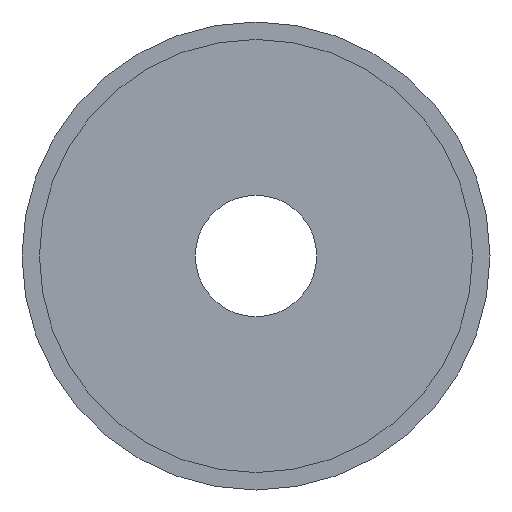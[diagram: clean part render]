
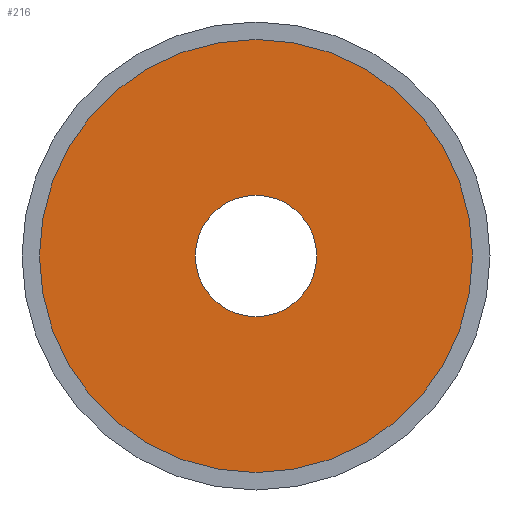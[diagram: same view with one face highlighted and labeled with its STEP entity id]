
A CAD part, front view. The second image highlights one B-rep face of the part: STEP entity #216.
In plain terms, the highlighted planar face has unit normal (0, -1, 0).
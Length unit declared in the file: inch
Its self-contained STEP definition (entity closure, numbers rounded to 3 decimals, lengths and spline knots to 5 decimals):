
#4 = DIRECTION ( 'NONE',  ( 0., 0., 1. ) ) ;
#5 = AXIS2_PLACEMENT_3D ( 'NONE', #10, #7, #4 ) ;
#7 = DIRECTION ( 'NONE',  ( 0., 1., 0. ) ) ;
#10 = CARTESIAN_POINT ( 'NONE',  ( 0., 0., 0. ) ) ;
#24 = CARTESIAN_POINT ( 'NONE',  ( 0., 0., 0. ) ) ;
#39 = AXIS2_PLACEMENT_3D ( 'NONE', #307, #286, #188 ) ;
#56 = EDGE_LOOP ( 'NONE', ( #309, #109 ) ) ;
#67 = CARTESIAN_POINT ( 'NONE',  ( 0., 0., 0.07 ) ) ;
#84 = AXIS2_PLACEMENT_3D ( 'NONE', #24, #132, #128 ) ;
#90 = CIRCLE ( 'NONE', #187, 0.24985 ) ;
#93 = ORIENTED_EDGE ( 'NONE', *, *, #323, .T. ) ;
#103 = AXIS2_PLACEMENT_3D ( 'NONE', #185, #115, #210 ) ;
#108 = CARTESIAN_POINT ( 'NONE',  ( 0., 0., -0.07 ) ) ;
#109 = ORIENTED_EDGE ( 'NONE', *, *, #179, .F. ) ;
#115 = DIRECTION ( 'NONE',  ( 0., 1., 0. ) ) ;
#126 = EDGE_CURVE ( 'NONE', #147, #180, #162, .T. ) ;
#128 = DIRECTION ( 'NONE',  ( 0., 0., 1. ) ) ;
#129 = CARTESIAN_POINT ( 'NONE',  ( 0., 0., -0.24985 ) ) ;
#132 = DIRECTION ( 'NONE',  ( 0., 1., 0. ) ) ;
#133 = EDGE_LOOP ( 'NONE', ( #93, #223 ) ) ;
#138 = VERTEX_POINT ( 'NONE', #108 ) ;
#143 = CIRCLE ( 'NONE', #5, 0.07 ) ;
#147 = VERTEX_POINT ( 'NONE', #129 ) ;
#152 = CARTESIAN_POINT ( 'NONE',  ( 0., 0., 0. ) ) ;
#153 = DIRECTION ( 'NONE',  ( 0., 1., 0. ) ) ;
#156 = DIRECTION ( 'NONE',  ( 0., 0., 1. ) ) ;
#162 = CIRCLE ( 'NONE', #103, 0.24985 ) ;
#178 = PLANE ( 'NONE',  #39 ) ;
#179 = EDGE_CURVE ( 'NONE', #180, #147, #90, .T. ) ;
#180 = VERTEX_POINT ( 'NONE', #203 ) ;
#185 = CARTESIAN_POINT ( 'NONE',  ( 0., 0., 0. ) ) ;
#187 = AXIS2_PLACEMENT_3D ( 'NONE', #152, #153, #156 ) ;
#188 = DIRECTION ( 'NONE',  ( 0., 0., 1. ) ) ;
#199 = EDGE_CURVE ( 'NONE', #138, #253, #279, .T. ) ;
#203 = CARTESIAN_POINT ( 'NONE',  ( 0., 0., 0.24985 ) ) ;
#210 = DIRECTION ( 'NONE',  ( 0., 0., 1. ) ) ;
#216 = ADVANCED_FACE ( 'NONE', ( #273, #241 ), #178, .F. ) ;
#223 = ORIENTED_EDGE ( 'NONE', *, *, #199, .T. ) ;
#241 = FACE_OUTER_BOUND ( 'NONE', #56, .T. ) ;
#253 = VERTEX_POINT ( 'NONE', #67 ) ;
#273 = FACE_BOUND ( 'NONE', #133, .T. ) ;
#279 = CIRCLE ( 'NONE', #84, 0.07 ) ;
#286 = DIRECTION ( 'NONE',  ( 0., 1., 0. ) ) ;
#307 = CARTESIAN_POINT ( 'NONE',  ( 0., 0., 0. ) ) ;
#309 = ORIENTED_EDGE ( 'NONE', *, *, #126, .F. ) ;
#323 = EDGE_CURVE ( 'NONE', #253, #138, #143, .T. ) ;
